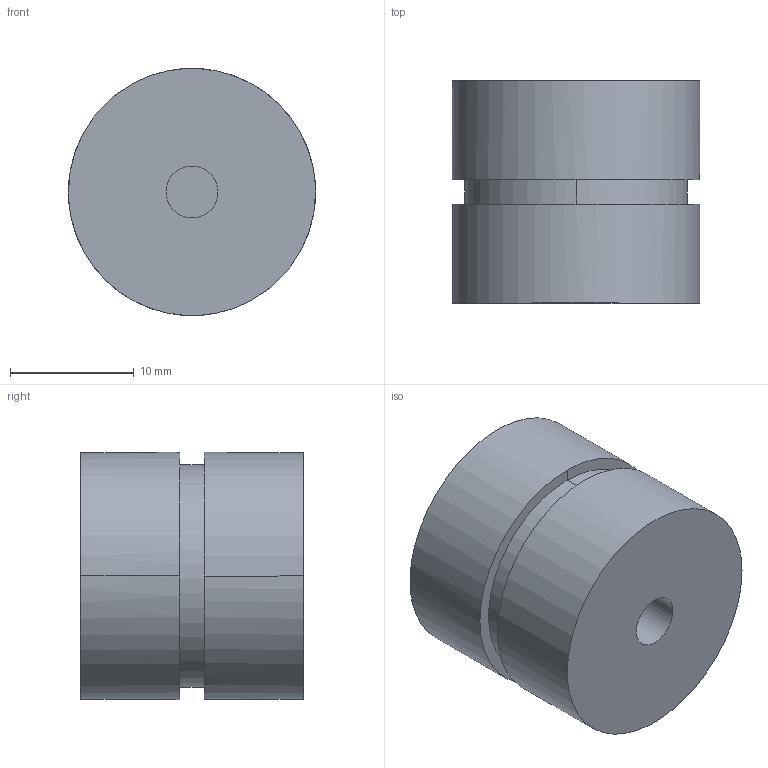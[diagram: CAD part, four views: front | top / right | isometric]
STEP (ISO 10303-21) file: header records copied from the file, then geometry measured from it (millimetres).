
FILE_DESCRIPTION(/* description */ (''),/* implementation_level */ '2;1');
FILE_NAME(/* name */ 'PROTOT~1',/* time_stamp */ '2018-05-23T16:21:48+02:00',/* author */ (''),/* organization */ (''),/* preprocessor_version */ 'ST-DEVELOPER v15',/* originating_system */ '',/* authorisation */ '');
FILE_SCHEMA (('AUTOMOTIVE_DESIGN'));
Length unit declared in the file: millimetre
Products named in the file (1): Document
Bounding box: 20 x 18 x 20 mm (x, y, z)
Volume: 5187 mm3; surface area: 2024.4 mm2
Topology: 1 solids, 1 shells, 19 faces, 45 edges, 31 vertices
Faces by surface type: bspline 16, plane 3
Entity records: 598 total; most frequent: CARTESIAN_POINT 336, ORIENTED_EDGE 80, EDGE_CURVE 40, VERTEX_POINT 25, EDGE_LOOP 21, ADVANCED_FACE 19, FACE_OUTER_BOUND 19, B_SPLINE_CURVE_WITH_KNOTS 13
